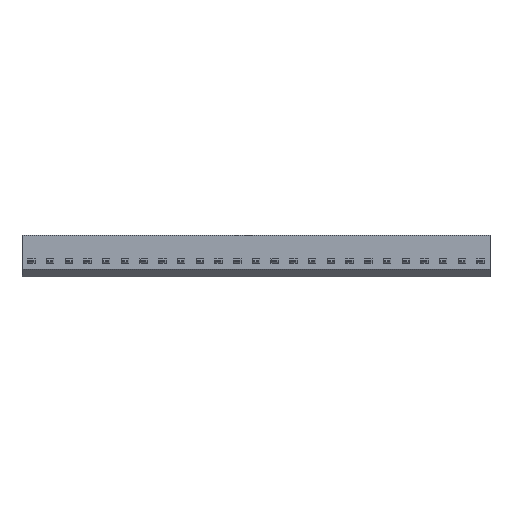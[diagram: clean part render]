
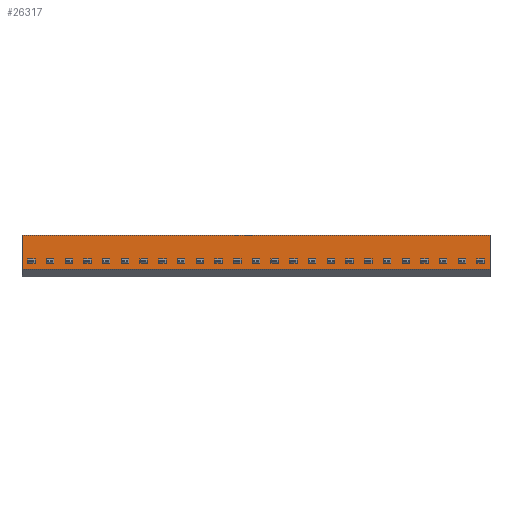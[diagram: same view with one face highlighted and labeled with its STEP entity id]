
A CAD part, top view. The second image highlights one B-rep face of the part: STEP entity #26317.
In plain terms, the highlighted planar face has unit normal (0, 0, 1).
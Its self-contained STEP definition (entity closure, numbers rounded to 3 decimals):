
#26317 = ADVANCED_FACE('',(#26318),#26332,.T.);
#26318 = FACE_BOUND('',#26319,.T.);
#26319 = EDGE_LOOP('',(#26320,#26355,#26383,#26411));
#26320 = ORIENTED_EDGE('',*,*,#26321,.T.);
#26321 = EDGE_CURVE('',#26322,#26324,#26326,.T.);
#26322 = VERTEX_POINT('',#26323);
#26323 = CARTESIAN_POINT('',(-1.25,-1.1,3.2));
#26324 = VERTEX_POINT('',#26325);
#26325 = CARTESIAN_POINT('',(61.25,-1.1,3.2));
#26326 = SURFACE_CURVE('',#26327,(#26331,#26343),.PCURVE_S1.);
#26327 = LINE('',#26328,#26329);
#26328 = CARTESIAN_POINT('',(-1.25,-1.1,3.2));
#26329 = VECTOR('',#26330,1.);
#26330 = DIRECTION('',(1.,0.,0.));
#26331 = PCURVE('',#26332,#26337);
#26332 = PLANE('',#26333);
#26333 = AXIS2_PLACEMENT_3D('',#26334,#26335,#26336);
#26334 = CARTESIAN_POINT('',(-1.25,-1.1,3.2));
#26335 = DIRECTION('',(0.,0.,1.));
#26336 = DIRECTION('',(0.,1.,0.));
#26337 = DEFINITIONAL_REPRESENTATION('',(#26338),#26342);
#26338 = LINE('',#26339,#26340);
#26339 = CARTESIAN_POINT('',(0.,0.));
#26340 = VECTOR('',#26341,1.);
#26341 = DIRECTION('',(0.,-1.));
#26342 = ( GEOMETRIC_REPRESENTATION_CONTEXT(2) 
PARAMETRIC_REPRESENTATION_CONTEXT() REPRESENTATION_CONTEXT('2D SPACE',''
  ) );
#26343 = PCURVE('',#26344,#26349);
#26344 = PLANE('',#26345);
#26345 = AXIS2_PLACEMENT_3D('',#26346,#26347,#26348);
#26346 = CARTESIAN_POINT('',(-1.25,-1.1,3.2));
#26347 = DIRECTION('',(0.,0.707,-0.707));
#26348 = DIRECTION('',(0.,-0.707,-0.707));
#26349 = DEFINITIONAL_REPRESENTATION('',(#26350),#26354);
#26350 = LINE('',#26351,#26352);
#26351 = CARTESIAN_POINT('',(0.,0.));
#26352 = VECTOR('',#26353,1.);
#26353 = DIRECTION('',(0.,-1.));
#26354 = ( GEOMETRIC_REPRESENTATION_CONTEXT(2) 
PARAMETRIC_REPRESENTATION_CONTEXT() REPRESENTATION_CONTEXT('2D SPACE',''
  ) );
#26355 = ORIENTED_EDGE('',*,*,#26356,.T.);
#26356 = EDGE_CURVE('',#26324,#26357,#26359,.T.);
#26357 = VERTEX_POINT('',#26358);
#26358 = CARTESIAN_POINT('',(61.25,3.5,3.2));
#26359 = SURFACE_CURVE('',#26360,(#26364,#26371),.PCURVE_S1.);
#26360 = LINE('',#26361,#26362);
#26361 = CARTESIAN_POINT('',(61.25,-1.1,3.2));
#26362 = VECTOR('',#26363,1.);
#26363 = DIRECTION('',(0.,1.,0.));
#26364 = PCURVE('',#26332,#26365);
#26365 = DEFINITIONAL_REPRESENTATION('',(#26366),#26370);
#26366 = LINE('',#26367,#26368);
#26367 = CARTESIAN_POINT('',(0.,-62.5));
#26368 = VECTOR('',#26369,1.);
#26369 = DIRECTION('',(1.,0.));
#26370 = ( GEOMETRIC_REPRESENTATION_CONTEXT(2) 
PARAMETRIC_REPRESENTATION_CONTEXT() REPRESENTATION_CONTEXT('2D SPACE',''
  ) );
#26371 = PCURVE('',#26372,#26377);
#26372 = PLANE('',#26373);
#26373 = AXIS2_PLACEMENT_3D('',#26374,#26375,#26376);
#26374 = CARTESIAN_POINT('',(61.25,0.951,1.622));
#26375 = DIRECTION('',(1.,0.,0.));
#26376 = DIRECTION('',(0.,0.,1.));
#26377 = DEFINITIONAL_REPRESENTATION('',(#26378),#26382);
#26378 = LINE('',#26379,#26380);
#26379 = CARTESIAN_POINT('',(1.578,2.051));
#26380 = VECTOR('',#26381,1.);
#26381 = DIRECTION('',(0.,-1.));
#26382 = ( GEOMETRIC_REPRESENTATION_CONTEXT(2) 
PARAMETRIC_REPRESENTATION_CONTEXT() REPRESENTATION_CONTEXT('2D SPACE',''
  ) );
#26383 = ORIENTED_EDGE('',*,*,#26384,.F.);
#26384 = EDGE_CURVE('',#26385,#26357,#26387,.T.);
#26385 = VERTEX_POINT('',#26386);
#26386 = CARTESIAN_POINT('',(-1.25,3.5,3.2));
#26387 = SURFACE_CURVE('',#26388,(#26392,#26399),.PCURVE_S1.);
#26388 = LINE('',#26389,#26390);
#26389 = CARTESIAN_POINT('',(-1.25,3.5,3.2));
#26390 = VECTOR('',#26391,1.);
#26391 = DIRECTION('',(1.,0.,0.));
#26392 = PCURVE('',#26332,#26393);
#26393 = DEFINITIONAL_REPRESENTATION('',(#26394),#26398);
#26394 = LINE('',#26395,#26396);
#26395 = CARTESIAN_POINT('',(4.6,0.));
#26396 = VECTOR('',#26397,1.);
#26397 = DIRECTION('',(0.,-1.));
#26398 = ( GEOMETRIC_REPRESENTATION_CONTEXT(2) 
PARAMETRIC_REPRESENTATION_CONTEXT() REPRESENTATION_CONTEXT('2D SPACE',''
  ) );
#26399 = PCURVE('',#26400,#26405);
#26400 = PLANE('',#26401);
#26401 = AXIS2_PLACEMENT_3D('',#26402,#26403,#26404);
#26402 = CARTESIAN_POINT('',(-1.25,3.5,3.2));
#26403 = DIRECTION('',(0.,1.,0.));
#26404 = DIRECTION('',(0.,0.,-1.));
#26405 = DEFINITIONAL_REPRESENTATION('',(#26406),#26410);
#26406 = LINE('',#26407,#26408);
#26407 = CARTESIAN_POINT('',(0.,0.));
#26408 = VECTOR('',#26409,1.);
#26409 = DIRECTION('',(0.,-1.));
#26410 = ( GEOMETRIC_REPRESENTATION_CONTEXT(2) 
PARAMETRIC_REPRESENTATION_CONTEXT() REPRESENTATION_CONTEXT('2D SPACE',''
  ) );
#26411 = ORIENTED_EDGE('',*,*,#26412,.F.);
#26412 = EDGE_CURVE('',#26322,#26385,#26413,.T.);
#26413 = SURFACE_CURVE('',#26414,(#26418,#26425),.PCURVE_S1.);
#26414 = LINE('',#26415,#26416);
#26415 = CARTESIAN_POINT('',(-1.25,-1.1,3.2));
#26416 = VECTOR('',#26417,1.);
#26417 = DIRECTION('',(0.,1.,0.));
#26418 = PCURVE('',#26332,#26419);
#26419 = DEFINITIONAL_REPRESENTATION('',(#26420),#26424);
#26420 = LINE('',#26421,#26422);
#26421 = CARTESIAN_POINT('',(0.,0.));
#26422 = VECTOR('',#26423,1.);
#26423 = DIRECTION('',(1.,0.));
#26424 = ( GEOMETRIC_REPRESENTATION_CONTEXT(2) 
PARAMETRIC_REPRESENTATION_CONTEXT() REPRESENTATION_CONTEXT('2D SPACE',''
  ) );
#26425 = PCURVE('',#26426,#26431);
#26426 = PLANE('',#26427);
#26427 = AXIS2_PLACEMENT_3D('',#26428,#26429,#26430);
#26428 = CARTESIAN_POINT('',(-1.25,0.951,1.622));
#26429 = DIRECTION('',(1.,0.,0.));
#26430 = DIRECTION('',(0.,0.,1.));
#26431 = DEFINITIONAL_REPRESENTATION('',(#26432),#26436);
#26432 = LINE('',#26433,#26434);
#26433 = CARTESIAN_POINT('',(1.578,2.051));
#26434 = VECTOR('',#26435,1.);
#26435 = DIRECTION('',(0.,-1.));
#26436 = ( GEOMETRIC_REPRESENTATION_CONTEXT(2) 
PARAMETRIC_REPRESENTATION_CONTEXT() REPRESENTATION_CONTEXT('2D SPACE',''
  ) );
